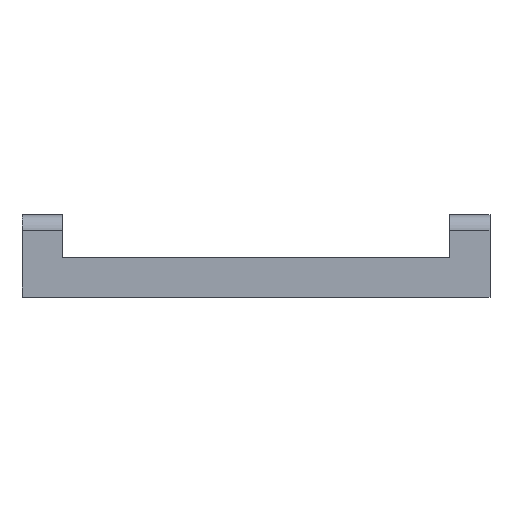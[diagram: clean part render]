
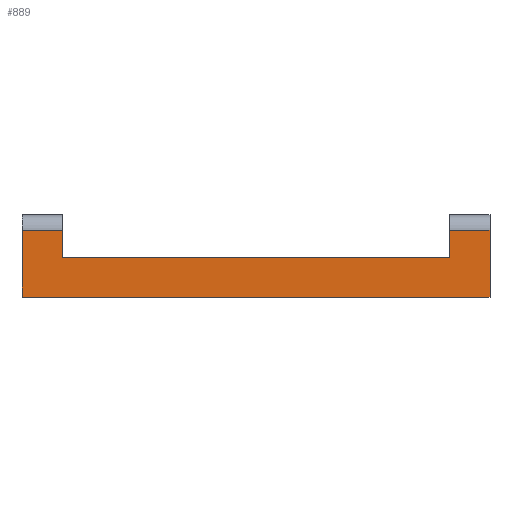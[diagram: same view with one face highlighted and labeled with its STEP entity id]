
A CAD part, top view. The second image highlights one B-rep face of the part: STEP entity #889.
In plain terms, the highlighted planar face has unit normal (0, 0, 1).
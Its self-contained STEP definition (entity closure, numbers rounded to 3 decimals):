
#862=AXIS2_PLACEMENT_3D('Plane Axis2P3D',#859,#860,#861) ;
#374=CARTESIAN_POINT('Vertex',(0.,4.35,21.5)) ;
#377=CARTESIAN_POINT('Line Origine',(1.3,4.35,21.5)) ;
#381=CARTESIAN_POINT('Vertex',(2.6,4.35,21.5)) ;
#408=CARTESIAN_POINT('Vertex',(27.8,2.6,21.5)) ;
#422=CARTESIAN_POINT('Vertex',(2.6,2.6,21.5)) ;
#425=CARTESIAN_POINT('Line Origine',(15.2,2.6,21.5)) ;
#502=CARTESIAN_POINT('Vertex',(0.,0.,21.5)) ;
#509=CARTESIAN_POINT('Vertex',(30.4,0.,21.5)) ;
#512=CARTESIAN_POINT('Line Origine',(15.2,0.,21.5)) ;
#815=CARTESIAN_POINT('Vertex',(27.8,4.35,21.5)) ;
#818=CARTESIAN_POINT('Line Origine',(29.1,4.35,21.5)) ;
#822=CARTESIAN_POINT('Vertex',(30.4,4.35,21.5)) ;
#843=CARTESIAN_POINT('Line Origine',(2.6,3.475,21.5)) ;
#859=CARTESIAN_POINT('Axis2P3D Location',(1.2,0.,21.5)) ;
#864=CARTESIAN_POINT('Line Origine',(27.8,3.475,21.5)) ;
#869=CARTESIAN_POINT('Line Origine',(0.,2.175,21.5)) ;
#874=CARTESIAN_POINT('Line Origine',(30.4,2.175,21.5)) ;
#378=DIRECTION('Vector Direction',(-1.,0.,0.)) ;
#426=DIRECTION('Vector Direction',(-1.,0.,0.)) ;
#513=DIRECTION('Vector Direction',(1.,0.,0.)) ;
#819=DIRECTION('Vector Direction',(-1.,0.,0.)) ;
#844=DIRECTION('Vector Direction',(0.,1.,0.)) ;
#860=DIRECTION('Axis2P3D Direction',(0.,0.,-1.)) ;
#861=DIRECTION('Axis2P3D XDirection',(1.,0.,0.)) ;
#865=DIRECTION('Vector Direction',(0.,-1.,0.)) ;
#870=DIRECTION('Vector Direction',(0.,-1.,0.)) ;
#875=DIRECTION('Vector Direction',(0.,1.,0.)) ;
#379=VECTOR('Line Direction',#378,1.) ;
#427=VECTOR('Line Direction',#426,1.) ;
#514=VECTOR('Line Direction',#513,1.) ;
#820=VECTOR('Line Direction',#819,1.) ;
#845=VECTOR('Line Direction',#844,1.) ;
#866=VECTOR('Line Direction',#865,1.) ;
#871=VECTOR('Line Direction',#870,1.) ;
#876=VECTOR('Line Direction',#875,1.) ;
#880=ORIENTED_EDGE('',*,*,#824,.T.) ;
#881=ORIENTED_EDGE('',*,*,#868,.T.) ;
#882=ORIENTED_EDGE('',*,*,#429,.T.) ;
#883=ORIENTED_EDGE('',*,*,#847,.T.) ;
#884=ORIENTED_EDGE('',*,*,#383,.T.) ;
#885=ORIENTED_EDGE('',*,*,#873,.T.) ;
#886=ORIENTED_EDGE('',*,*,#516,.T.) ;
#887=ORIENTED_EDGE('',*,*,#878,.T.) ;
#889=ADVANCED_FACE('Jumper',(#888),#863,.F.) ;
#383=EDGE_CURVE('',#382,#375,#380,.T.) ;
#429=EDGE_CURVE('',#409,#423,#428,.T.) ;
#516=EDGE_CURVE('',#503,#510,#515,.T.) ;
#824=EDGE_CURVE('',#823,#816,#821,.T.) ;
#847=EDGE_CURVE('',#423,#382,#846,.T.) ;
#868=EDGE_CURVE('',#816,#409,#867,.T.) ;
#873=EDGE_CURVE('',#375,#503,#872,.T.) ;
#878=EDGE_CURVE('',#510,#823,#877,.T.) ;
#879=EDGE_LOOP('',(#880,#881,#882,#883,#884,#885,#886,#887)) ;
#888=FACE_OUTER_BOUND('',#879,.T.) ;
#380=LINE('Line',#377,#379) ;
#428=LINE('Line',#425,#427) ;
#515=LINE('Line',#512,#514) ;
#821=LINE('Line',#818,#820) ;
#846=LINE('Line',#843,#845) ;
#867=LINE('Line',#864,#866) ;
#872=LINE('Line',#869,#871) ;
#877=LINE('Line',#874,#876) ;
#863=PLANE('',#862) ;
#375=VERTEX_POINT('',#374) ;
#382=VERTEX_POINT('',#381) ;
#409=VERTEX_POINT('',#408) ;
#423=VERTEX_POINT('',#422) ;
#503=VERTEX_POINT('',#502) ;
#510=VERTEX_POINT('',#509) ;
#816=VERTEX_POINT('',#815) ;
#823=VERTEX_POINT('',#822) ;
